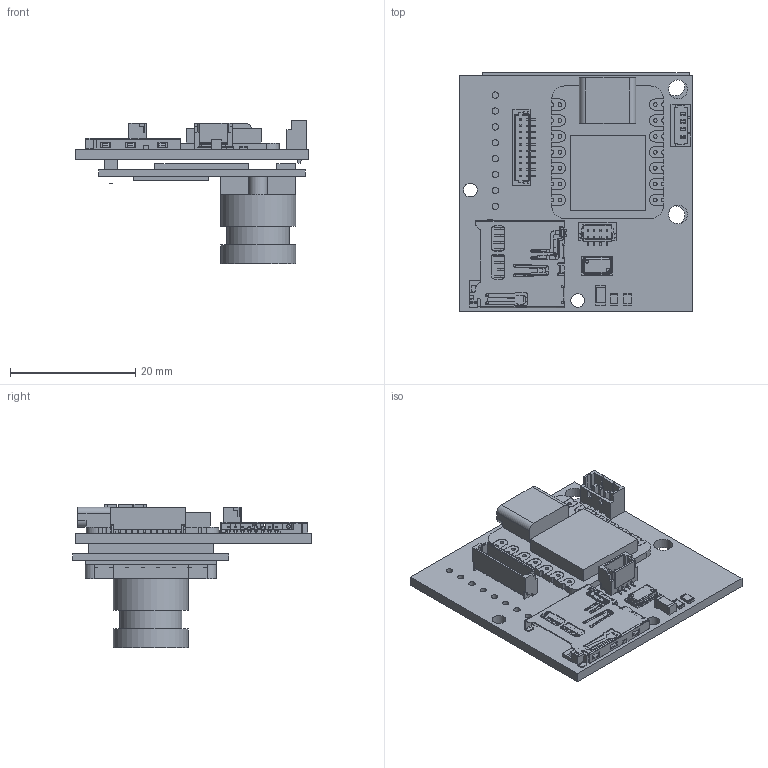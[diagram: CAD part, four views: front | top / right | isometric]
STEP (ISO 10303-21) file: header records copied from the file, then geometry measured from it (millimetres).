
FILE_DESCRIPTION(('KiCad electronic assembly'),'2;1');
FILE_NAME('Main Processing Board.step','2025-02-27T12:23:47',('Pcbnew'), ('Kicad'),'Open CASCADE STEP processor 7.8','KiCad to STEP converter', 'Unknown');
FILE_SCHEMA(('AUTOMOTIVE_DESIGN { 1 0 10303 214 1 1 1 1 }'));
Length unit declared in the file: millimetre
Products named in the file (20): Main Processing Board 1; BM4B-SRSS-TB; BMxB-SRSS-TB; R_0805_2012Metric; JST connector 1x4 P1.25mm thru hole wafer A2 v5; BM10B-SRSS-TB; Seeeduino Xiao; Seeeduino Xiao v2; MS5611-01BA03; micro SD Card Slot; microSD_Connector; C_1206_3216Metric; Arducam MINI OV2640 no header pins; Arducam MINI OV2640 v1; Main Processing Board_PCB
Assembly tree (20 placements, depth 3):
  Main Processing Board 1
    BM4B-SRSS-TB
      BMxB-SRSS-TB
    R_0805_2012Metric  x2
      R_0805_2012Metric
    JST connector 1x4 P1.25mm thru hole wafer A2 v5
      JST connector 1x4 P1.25mm thru hole wafer A2 v5
    BM10B-SRSS-TB
      BMxB-SRSS-TB
    Seeeduino Xiao
      Seeeduino Xiao v2
    MS5611-01BA03
      MS5611-01BA03
    micro SD Card Slot
      microSD_Connector
    C_1206_3216Metric
      C_1206_3216Metric
    Arducam MINI OV2640 no header pins
      Arducam MINI OV2640 v1
    Main Processing Board_PCB
Bounding box: 37.27 x 38.2 x 22.94 mm (x, y, z)
Volume: 7044.7 mm3; surface area: 11015.6 mm2
Topology: 80 solids, 80 shells, 2486 faces, 6646 edges, 4294 vertices
Faces by surface type: plane 1908, cylinder 533, torus 17, bspline 13, cone 12, sphere 2, revolution 1
Full cylindrical faces by diameter (mm): 0.5 x5, 0.55 x1, 0.6 x14, 1.016 x8, 2.2 x2, 3 x4, 10 x1, 12 x2
Entity records: 82691 total; most frequent: CARTESIAN_POINT 13839, ORIENTED_EDGE 13152, DIRECTION 12346, EDGE_CURVE 6576, LINE 5441, VECTOR 5441, VERTEX_POINT 4250, AXIS2_PLACEMENT_3D 3452
